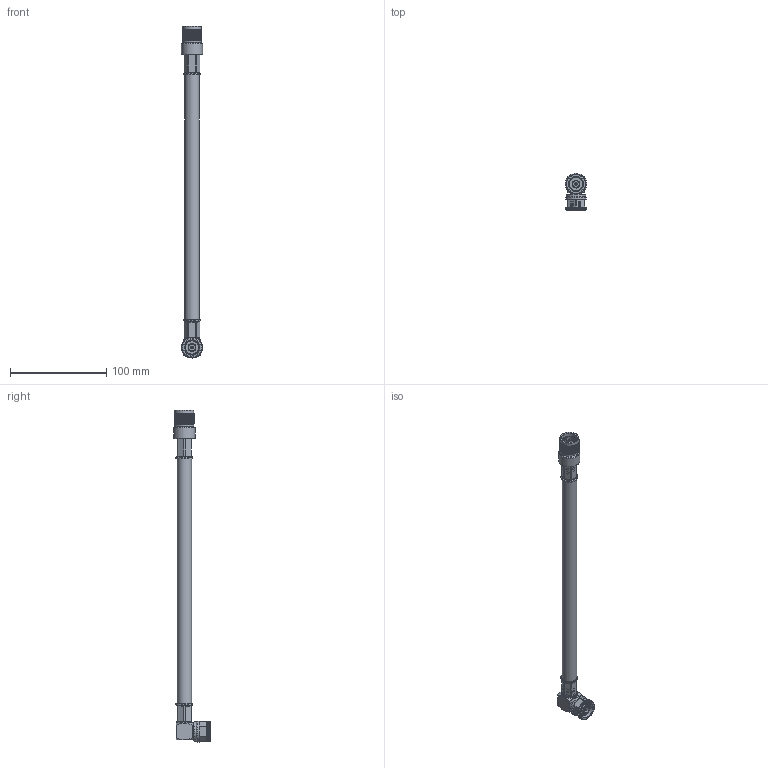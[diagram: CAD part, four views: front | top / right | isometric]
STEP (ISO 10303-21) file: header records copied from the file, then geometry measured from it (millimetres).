
FILE_DESCRIPTION (( 'STEP AP203' ), '1' );
FILE_NAME ('PE3W00568_3D.step', '2022-03-14T22:29:26', ( '' ), ( '' ), 'SwSTEP 2.0', 'SolidWorks 2021', '' );
FILE_SCHEMA (( 'CONFIG_CONTROL_DESIGN' ));
Products named in the file (4): LMR-600^PE3W00568_LMR-600; PE3W00568_3D; PE44527^PE3W00568_Crimped; PE44454^PE3W00568
Assembly tree (3 placements, depth 2):
  PE3W00568_3D
    LMR-600^PE3W00568_LMR-600
    PE44454^PE3W00568
    PE44527^PE3W00568_Crimped
Bounding box: 22.12 x 37.98 x 344.55 mm (x, y, z)
Volume: 67654.1 mm3; surface area: 26523.5 mm2
Topology: 5 solids, 5 shells, 2620 faces, 5812 edges, 3230 vertices
Faces by surface type: bspline 1769, cylinder 592, plane 224, cone 31, torus 4
Full cylindrical faces by diameter (mm): 1.524 x2, 2.794 x2, 6.985 x2, 8.255 x2, 11.684 x1, 12 x2, 12.827 x3, 13.378 x1, 13.379 x2, 13.84 x2, 13.843 x2, 14.986 x1, 15.875 x10, 16.256 x1, 16.514 x1, 16.579 x1, 17.53 x2, 19.715 x2, 20.233 x1, 20.385 x1, 21.775 x1, 22.116 x1
Entity records: 101321 total; most frequent: CARTESIAN_POINT 63589, ORIENTED_EDGE 11414, EDGE_CURVE 5707, VERTEX_POINT 3194, DIRECTION 3089, EDGE_LOOP 2699, FACE_OUTER_BOUND 2652, ADVANCED_FACE 2610
